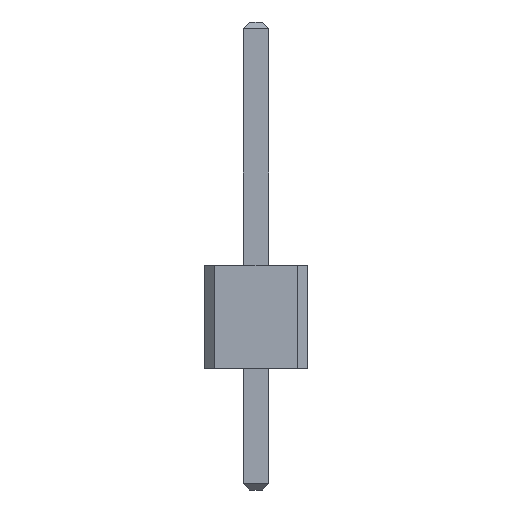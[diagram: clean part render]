
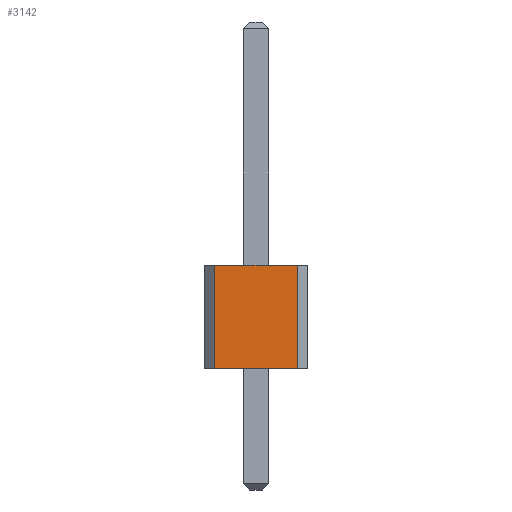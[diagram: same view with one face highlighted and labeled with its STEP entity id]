
A CAD part, front view. The second image highlights one B-rep face of the part: STEP entity #3142.
In plain terms, the highlighted planar face has unit normal (0, -1, 0).
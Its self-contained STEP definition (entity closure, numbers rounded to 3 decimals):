
#125=FACE_OUTER_BOUND('',#297,.T.);
#297=EDGE_LOOP('',(#2266,#2267,#2268,#2269));
#622=LINE('',#4646,#1034);
#623=LINE('',#4648,#1035);
#624=LINE('',#4650,#1036);
#625=LINE('',#4651,#1037);
#1034=VECTOR('',#3837,1.);
#1035=VECTOR('',#3838,10.);
#1036=VECTOR('',#3839,1.);
#1037=VECTOR('',#3840,10.);
#1358=VERTEX_POINT('',#4644);
#1359=VERTEX_POINT('',#4645);
#1360=VERTEX_POINT('',#4647);
#1361=VERTEX_POINT('',#4649);
#1702=EDGE_CURVE('',#1358,#1359,#622,.T.);
#1703=EDGE_CURVE('',#1360,#1358,#623,.T.);
#1704=EDGE_CURVE('',#1360,#1361,#624,.T.);
#1705=EDGE_CURVE('',#1359,#1361,#625,.T.);
#2266=ORIENTED_EDGE('',*,*,#1702,.F.);
#2267=ORIENTED_EDGE('',*,*,#1703,.F.);
#2268=ORIENTED_EDGE('',*,*,#1704,.T.);
#2269=ORIENTED_EDGE('',*,*,#1705,.F.);
#2799=PLANE('',#3328);
#3142=ADVANCED_FACE('',(#125),#2799,.F.);
#3328=AXIS2_PLACEMENT_3D('',#4643,#3835,#3836);
#3835=DIRECTION('center_axis',(0.,1.,0.));
#3836=DIRECTION('ref_axis',(0.,0.,1.));
#3837=DIRECTION('',(0.,0.,1.));
#3838=DIRECTION('',(-1.,0.,0.));
#3839=DIRECTION('',(0.,0.,1.));
#3840=DIRECTION('',(1.,0.,0.));
#4643=CARTESIAN_POINT('Origin',(0.,-11.43,2.77));
#4644=CARTESIAN_POINT('',(-1.016,-11.43,0.));
#4645=CARTESIAN_POINT('',(-1.016,-11.43,2.54));
#4646=CARTESIAN_POINT('',(-1.016,-11.43,0.));
#4647=CARTESIAN_POINT('',(1.016,-11.43,0.));
#4648=CARTESIAN_POINT('',(0.,-11.43,0.));
#4649=CARTESIAN_POINT('',(1.016,-11.43,2.54));
#4650=CARTESIAN_POINT('',(1.016,-11.43,0.));
#4651=CARTESIAN_POINT('',(0.,-11.43,2.54));
